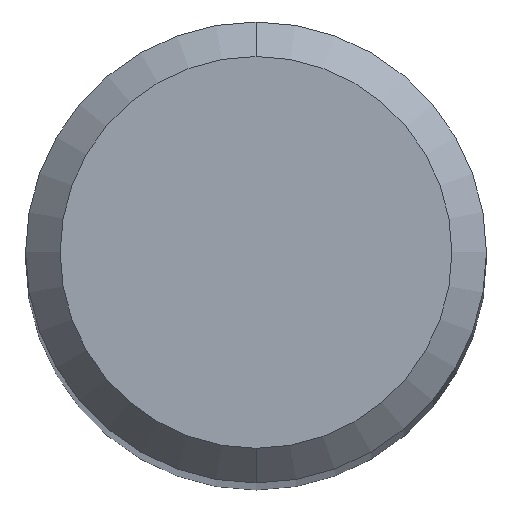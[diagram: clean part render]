
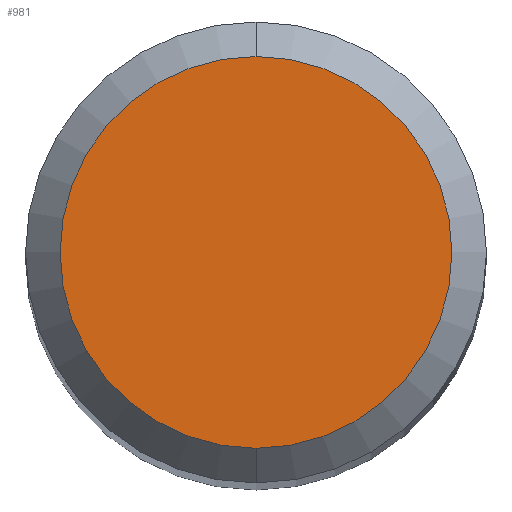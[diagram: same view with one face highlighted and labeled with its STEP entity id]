
A CAD part, top view. The second image highlights one B-rep face of the part: STEP entity #981.
In plain terms, the highlighted planar face has unit normal (0, 0, 1).
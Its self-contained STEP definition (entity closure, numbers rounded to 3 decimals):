
#655=VERTEX_POINT('',#1346);
#701=EDGE_CURVE('',#723,#655,#1397,.T.);
#723=VERTEX_POINT('',#1421);
#859=EDGE_CURVE('',#655,#723,#1567,.T.);
#981=ADVANCED_FACE('',(#1701),#1702,.T.);
#1346=CARTESIAN_POINT('',(0.,-1.7,0.0));
#1397=CIRCLE('',#2949,1.7);
#1421=CARTESIAN_POINT('',(0.0,1.7,0.0));
#1567=CIRCLE('',#3707,1.7);
#1701=FACE_OUTER_BOUND('',#4475,.T.);
#1702=PLANE('',#4476);
#2949=AXIS2_PLACEMENT_3D('',#5005,#5006,#5007);
#3707=AXIS2_PLACEMENT_3D('',#5172,#5173,#5174);
#4475=EDGE_LOOP('',(#5322,#5323));
#4476=AXIS2_PLACEMENT_3D('',#5324,#5325,#5326);
#5005=CARTESIAN_POINT('',(0.0,0.0,0.0));
#5006=DIRECTION('',(0.0,0.0,-1.0));
#5007=DIRECTION('',(0.0,1.0,0.0));
#5172=CARTESIAN_POINT('',(0.0,0.0,0.0));
#5173=DIRECTION('',(0.0,0.0,-1.0));
#5174=DIRECTION('',(0.0,1.0,0.0));
#5322=ORIENTED_EDGE('',*,*,#701,.F.);
#5323=ORIENTED_EDGE('',*,*,#859,.F.);
#5324=CARTESIAN_POINT('',(0.0,0.85,0.0));
#5325=DIRECTION('',(-0.0,0.0,1.0));
#5326=DIRECTION('',(0.0,-1.0,0.0));
